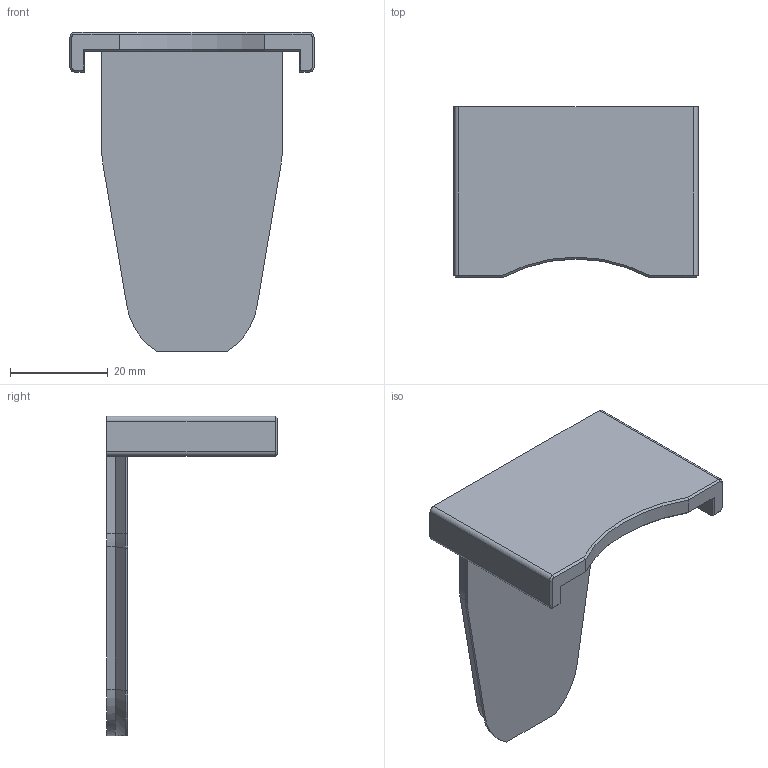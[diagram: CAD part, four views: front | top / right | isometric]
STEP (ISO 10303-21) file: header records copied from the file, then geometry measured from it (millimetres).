
FILE_DESCRIPTION(/* description */ (''),/* implementation_level */ '2;1');
FILE_NAME(/* name */ 'OpenTrickler_Front_Cover_mod.step',/* time_stamp */ '2024-04-01T18:24:14+02:00',/* author */ (''),/* organization */ (''),/* preprocessor_version */ 'ST-DEVELOPER v20',/* originating_system */ 'Autodesk Translation Framework v12.20.1.177',/* authorisation */ '');
FILE_SCHEMA (('AUTOMOTIVE_DESIGN { 1 0 10303 214 3 1 1 }'));
Length unit declared in the file: millimetre
Products named in the file (1): OpenTrickler_Front_Cover_mod
Bounding box: 50 x 35 x 65.5 mm (x, y, z)
Volume: 15166 mm3; surface area: 8843.9 mm2
Topology: 1 solids, 1 shells, 57 faces, 140 edges, 85 vertices
Faces by surface type: plane 35, cylinder 12, cone 10
Entity records: 1679 total; most frequent: CARTESIAN_POINT 295, DIRECTION 281, ORIENTED_EDGE 280, EDGE_CURVE 140, LINE 103, VECTOR 103, AXIS2_PLACEMENT_3D 89, VERTEX_POINT 85
